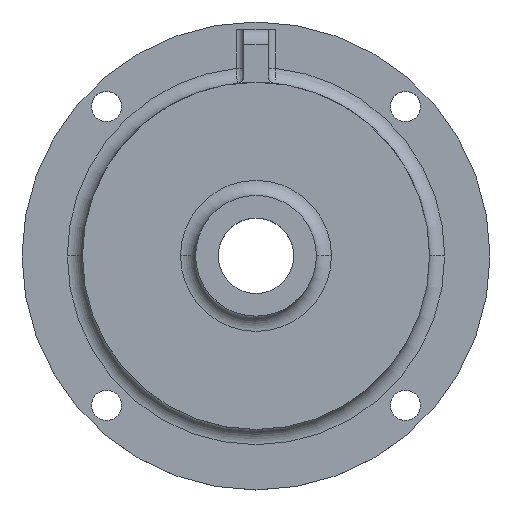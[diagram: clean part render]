
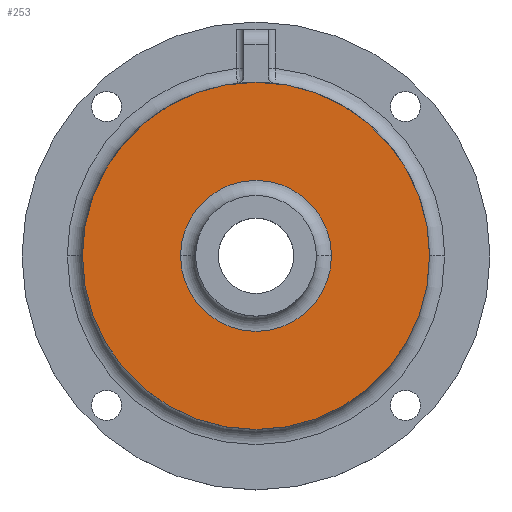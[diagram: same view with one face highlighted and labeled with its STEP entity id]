
A CAD part, top view. The second image highlights one B-rep face of the part: STEP entity #253.
In plain terms, the highlighted planar face has unit normal (0, 0, 1).
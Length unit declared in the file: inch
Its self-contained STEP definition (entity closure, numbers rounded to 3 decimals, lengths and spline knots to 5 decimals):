
#4 = CARTESIAN_POINT ( 'NONE',  ( 0., 0., 0.625 ) ) ;
#44 = PLANE ( 'NONE',  #1166 ) ;
#70 = CARTESIAN_POINT ( 'NONE',  ( 0., 0., 0.625 ) ) ;
#89 = DIRECTION ( 'NONE',  ( 0., 0., -1. ) ) ;
#132 = CARTESIAN_POINT ( 'NONE',  ( 0.625, 0., 0.625 ) ) ;
#153 = AXIS2_PLACEMENT_3D ( 'NONE', #70, #1337, #503 ) ;
#181 = DIRECTION ( 'NONE',  ( 1., 0., 0. ) ) ;
#233 = EDGE_CURVE ( 'NONE', #811, #666, #1069, .T. ) ;
#253 = ADVANCED_FACE ( 'NONE', ( #516, #554 ), #44, .T. ) ;
#293 = AXIS2_PLACEMENT_3D ( 'NONE', #409, #500, #181 ) ;
#296 = ORIENTED_EDGE ( 'NONE', *, *, #378, .T. ) ;
#299 = EDGE_CURVE ( 'NONE', #1051, #958, #1288, .T. ) ;
#378 = EDGE_CURVE ( 'NONE', #958, #1051, #393, .T. ) ;
#393 = CIRCLE ( 'NONE', #293, 1.4375 ) ;
#409 = CARTESIAN_POINT ( 'NONE',  ( 0., 0., 0.625 ) ) ;
#410 = CARTESIAN_POINT ( 'NONE',  ( -1.4375, 0., 0.625 ) ) ;
#500 = DIRECTION ( 'NONE',  ( 0., 0., 1. ) ) ;
#503 = DIRECTION ( 'NONE',  ( 1., 0., 0. ) ) ;
#516 = FACE_BOUND ( 'NONE', #1305, .T. ) ;
#540 = DIRECTION ( 'NONE',  ( 1., 0., 0. ) ) ;
#554 = FACE_OUTER_BOUND ( 'NONE', #1084, .T. ) ;
#666 = VERTEX_POINT ( 'NONE', #836 ) ;
#669 = CIRCLE ( 'NONE', #920, 0.625 ) ;
#689 = ORIENTED_EDGE ( 'NONE', *, *, #969, .T. ) ;
#726 = CARTESIAN_POINT ( 'NONE',  ( 0., 0., 0.625 ) ) ;
#738 = CARTESIAN_POINT ( 'NONE',  ( 1.4375, 0., 0.625 ) ) ;
#751 = DIRECTION ( 'NONE',  ( 0., 0., 1. ) ) ;
#811 = VERTEX_POINT ( 'NONE', #132 ) ;
#832 = DIRECTION ( 'NONE',  ( 1., 0., 0. ) ) ;
#836 = CARTESIAN_POINT ( 'NONE',  ( -0.625, 0., 0.625 ) ) ;
#885 = AXIS2_PLACEMENT_3D ( 'NONE', #1099, #1278, #540 ) ;
#916 = DIRECTION ( 'NONE',  ( 1., 0., 0. ) ) ;
#920 = AXIS2_PLACEMENT_3D ( 'NONE', #726, #89, #832 ) ;
#958 = VERTEX_POINT ( 'NONE', #410 ) ;
#969 = EDGE_CURVE ( 'NONE', #666, #811, #669, .T. ) ;
#1048 = ORIENTED_EDGE ( 'NONE', *, *, #233, .T. ) ;
#1051 = VERTEX_POINT ( 'NONE', #738 ) ;
#1069 = CIRCLE ( 'NONE', #885, 0.625 ) ;
#1084 = EDGE_LOOP ( 'NONE', ( #296, #1185 ) ) ;
#1099 = CARTESIAN_POINT ( 'NONE',  ( 0., 0., 0.625 ) ) ;
#1166 = AXIS2_PLACEMENT_3D ( 'NONE', #4, #751, #916 ) ;
#1185 = ORIENTED_EDGE ( 'NONE', *, *, #299, .T. ) ;
#1278 = DIRECTION ( 'NONE',  ( 0., 0., -1. ) ) ;
#1288 = CIRCLE ( 'NONE', #153, 1.4375 ) ;
#1305 = EDGE_LOOP ( 'NONE', ( #1048, #689 ) ) ;
#1337 = DIRECTION ( 'NONE',  ( 0., 0., 1. ) ) ;
